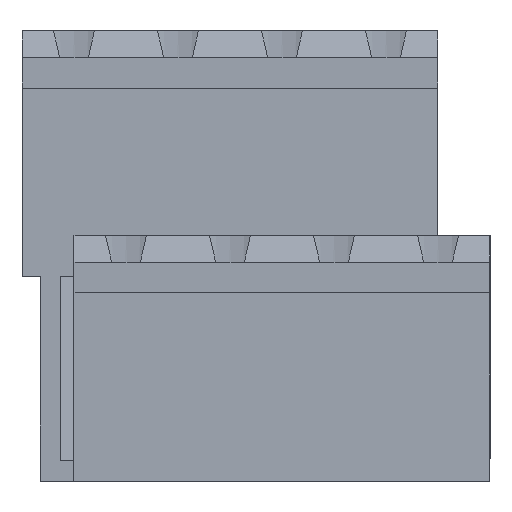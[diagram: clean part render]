
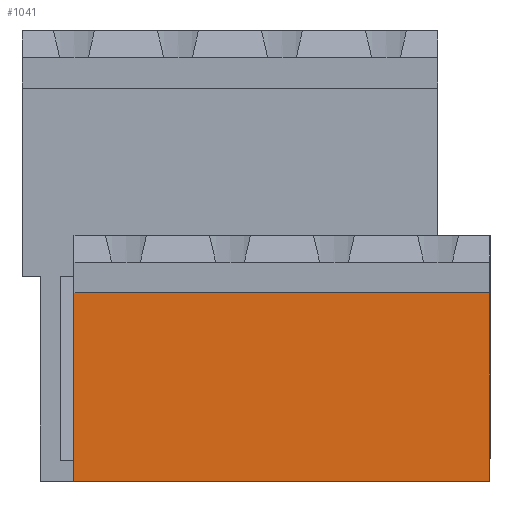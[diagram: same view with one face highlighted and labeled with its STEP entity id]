
A CAD part, front view. The second image highlights one B-rep face of the part: STEP entity #1041.
In plain terms, the highlighted planar face has unit normal (0, -1, 0).
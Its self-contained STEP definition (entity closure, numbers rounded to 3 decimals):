
#1041 = ADVANCED_FACE( '', ( #2113 ), #2114, .F. );
#2113 = FACE_OUTER_BOUND( '', #3231, .T. );
#2114 = PLANE( '', #3232 );
#3231 = EDGE_LOOP( '', ( #6175, #6176, #6177, #6178 ) );
#3232 = AXIS2_PLACEMENT_3D( '', #6179, #6180, #6181 );
#6175 = ORIENTED_EDGE( '', *, *, #8004, .F. );
#6176 = ORIENTED_EDGE( '', *, *, #8153, .F. );
#6177 = ORIENTED_EDGE( '', *, *, #7775, .F. );
#6178 = ORIENTED_EDGE( '', *, *, #7200, .F. );
#6179 = CARTESIAN_POINT( '', ( 0., -18.85, 0. ) );
#6180 = DIRECTION( '', ( 0., 1., 0. ) );
#6181 = DIRECTION( '', ( 0., 0., 1. ) );
#7200 = EDGE_CURVE( '', #8780, #8782, #8783, .T. );
#7775 = EDGE_CURVE( '', #8782, #9694, #9695, .T. );
#8004 = EDGE_CURVE( '', #9998, #8780, #10000, .T. );
#8153 = EDGE_CURVE( '', #9694, #9998, #10178, .T. );
#8780 = VERTEX_POINT( '', #11023 );
#8782 = VERTEX_POINT( '', #11026 );
#8783 = LINE( '', #11027, #11028 );
#9694 = VERTEX_POINT( '', #12363 );
#9695 = LINE( '', #12364, #12365 );
#9998 = VERTEX_POINT( '', #12817 );
#10000 = LINE( '', #12820, #12821 );
#10178 = LINE( '', #13082, #13083 );
#11023 = CARTESIAN_POINT( '', ( -7.62, -18.85, -1.8 ) );
#11026 = CARTESIAN_POINT( '', ( 12.7, -18.85, -1.8 ) );
#11027 = CARTESIAN_POINT( '', ( -7.62, -18.85, -1.8 ) );
#11028 = VECTOR( '', #13555, 1000. );
#12363 = CARTESIAN_POINT( '', ( 12.7, -18.85, -11. ) );
#12364 = CARTESIAN_POINT( '', ( 12.7, -18.85, -1.8 ) );
#12365 = VECTOR( '', #14112, 1000. );
#12817 = CARTESIAN_POINT( '', ( -7.62, -18.85, -11. ) );
#12820 = CARTESIAN_POINT( '', ( -7.62, -18.85, -11. ) );
#12821 = VECTOR( '', #14296, 1000. );
#13082 = CARTESIAN_POINT( '', ( 12.7, -18.85, -11. ) );
#13083 = VECTOR( '', #14410, 1000. );
#13555 = DIRECTION( '', ( 1., 0., 0. ) );
#14112 = DIRECTION( '', ( 0., 0., -1. ) );
#14296 = DIRECTION( '', ( 0., 0., 1. ) );
#14410 = DIRECTION( '', ( -1., 0., 0. ) );
